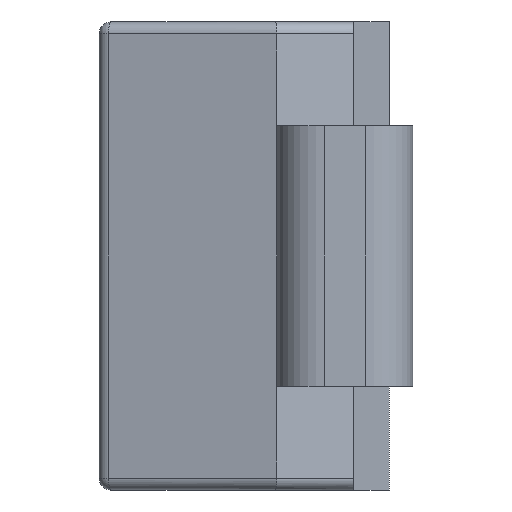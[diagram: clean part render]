
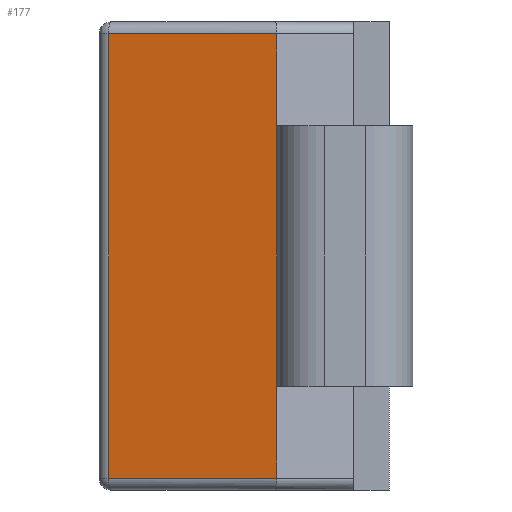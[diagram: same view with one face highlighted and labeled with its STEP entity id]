
A CAD part, left-side view. The second image highlights one B-rep face of the part: STEP entity #177.
In plain terms, the highlighted planar face has unit normal (-0.981, 0.196, 0).
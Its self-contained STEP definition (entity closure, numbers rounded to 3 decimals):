
#9 = VECTOR ( 'NONE', #1979, 1000. ) ;
#23 = CARTESIAN_POINT ( 'NONE',  ( -2.3, 0., -1.1 ) ) ;
#72 = CARTESIAN_POINT ( 'NONE',  ( -2.016, 1.42, 1.875 ) ) ;
#106 = CARTESIAN_POINT ( 'NONE',  ( -2.212, 0.442, 1.875 ) ) ;
#177 = ADVANCED_FACE ( 'NONE', ( #2028 ), #620, .T. ) ;
#214 = DIRECTION ( 'NONE',  ( -0.196, -0.981, 0. ) ) ;
#218 = LINE ( 'NONE', #1246, #499 ) ;
#242 = CARTESIAN_POINT ( 'NONE',  ( -2.212, 0.442, 1.975 ) ) ;
#281 = CARTESIAN_POINT ( 'NONE',  ( -2.3, 0., 1.1 ) ) ;
#285 = VERTEX_POINT ( 'NONE', #594 ) ;
#358 = DIRECTION ( 'NONE',  ( 0., 0., -1. ) ) ;
#454 = DIRECTION ( 'NONE',  ( 0., 0., -1. ) ) ;
#499 = VECTOR ( 'NONE', #358, 1000. ) ;
#540 = ORIENTED_EDGE ( 'NONE', *, *, #1589, .T. ) ;
#594 = CARTESIAN_POINT ( 'NONE',  ( -2.3, 0., 1.875 ) ) ;
#608 = VECTOR ( 'NONE', #785, 1000. ) ;
#620 = PLANE ( 'NONE',  #954 ) ;
#624 = CARTESIAN_POINT ( 'NONE',  ( -2.3, 0., -1.875 ) ) ;
#630 = LINE ( 'NONE', #1318, #1301 ) ;
#645 = ORIENTED_EDGE ( 'NONE', *, *, #1774, .T. ) ;
#718 = EDGE_CURVE ( 'NONE', #1416, #1518, #1453, .T. ) ;
#785 = DIRECTION ( 'NONE',  ( 0.196, 0.981, 0. ) ) ;
#808 = EDGE_CURVE ( 'NONE', #285, #1990, #1672, .T. ) ;
#864 = ORIENTED_EDGE ( 'NONE', *, *, #808, .T. ) ;
#954 = AXIS2_PLACEMENT_3D ( 'NONE', #242, #1270, #1982 ) ;
#968 = CARTESIAN_POINT ( 'NONE',  ( -2.016, 1.42, -1.875 ) ) ;
#1082 = CARTESIAN_POINT ( 'NONE',  ( -2.016, 1.42, 1.975 ) ) ;
#1246 = CARTESIAN_POINT ( 'NONE',  ( -2.3, 0., 1.975 ) ) ;
#1270 = DIRECTION ( 'NONE',  ( -0.981, 0.196, 0. ) ) ;
#1299 = EDGE_CURVE ( 'NONE', #1518, #1818, #218, .T. ) ;
#1301 = VECTOR ( 'NONE', #454, 1000. ) ;
#1318 = CARTESIAN_POINT ( 'NONE',  ( -2.3, 0., 1.975 ) ) ;
#1395 = LINE ( 'NONE', #1082, #1650 ) ;
#1415 = EDGE_CURVE ( 'NONE', #285, #1416, #630, .T. ) ;
#1416 = VERTEX_POINT ( 'NONE', #281 ) ;
#1426 = EDGE_LOOP ( 'NONE', ( #2240, #864, #645, #540, #2039, #2117 ) ) ;
#1453 = LINE ( 'NONE', #2177, #9 ) ;
#1473 = VECTOR ( 'NONE', #214, 1000. ) ;
#1518 = VERTEX_POINT ( 'NONE', #23 ) ;
#1589 = EDGE_CURVE ( 'NONE', #1919, #1818, #1830, .T. ) ;
#1650 = VECTOR ( 'NONE', #2090, 1000. ) ;
#1672 = LINE ( 'NONE', #106, #608 ) ;
#1774 = EDGE_CURVE ( 'NONE', #1990, #1919, #1395, .T. ) ;
#1818 = VERTEX_POINT ( 'NONE', #624 ) ;
#1830 = LINE ( 'NONE', #1845, #1473 ) ;
#1845 = CARTESIAN_POINT ( 'NONE',  ( -2.3, 0., -1.875 ) ) ;
#1919 = VERTEX_POINT ( 'NONE', #968 ) ;
#1979 = DIRECTION ( 'NONE',  ( 0., 0., -1. ) ) ;
#1982 = DIRECTION ( 'NONE',  ( -0.196, -0.981, 0. ) ) ;
#1990 = VERTEX_POINT ( 'NONE', #72 ) ;
#2028 = FACE_OUTER_BOUND ( 'NONE', #1426, .T. ) ;
#2039 = ORIENTED_EDGE ( 'NONE', *, *, #1299, .F. ) ;
#2090 = DIRECTION ( 'NONE',  ( 0., 0., -1. ) ) ;
#2117 = ORIENTED_EDGE ( 'NONE', *, *, #718, .F. ) ;
#2177 = CARTESIAN_POINT ( 'NONE',  ( -2.3, 0., 1.1 ) ) ;
#2240 = ORIENTED_EDGE ( 'NONE', *, *, #1415, .F. ) ;
